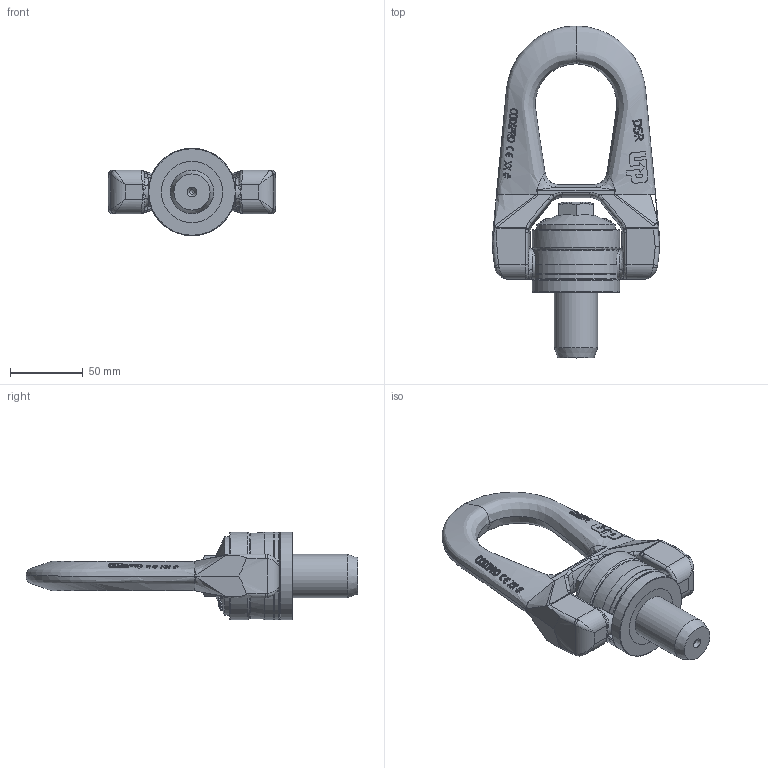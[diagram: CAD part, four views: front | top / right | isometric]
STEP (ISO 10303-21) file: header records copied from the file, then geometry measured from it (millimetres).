
FILE_DESCRIPTION(/* description */ (''),/* implementation_level */ '2;1');
FILE_NAME(/* name */ 'DSR M30 6t3 UP.stp',/* time_stamp */ '2017-09-13T11:01:35+02:00',/* author */ ('rklenes'),/* organization */ (''),/* preprocessor_version */ 'ST-DEVELOPER v16.5',/* originating_system */ 'Autodesk Inventor 2017',/* authorisation */ '');
FILE_SCHEMA (('AUTOMOTIVE_DESIGN { 1 0 10303 214 3 1 1 }'));
Products named in the file (6): DSR M30 UP; DSR 3; DRB_B3B; DRM_AF3B_UP; DRE_D3M30A; DRA_M30X88
Assembly tree (5 placements, depth 3):
  DSR M30 UP
    DSR 3
      DRB_B3B
      DRM_AF3B_UP
    DRE_D3M30A
    DRA_M30X88
Bounding box: 115 x 228 x 60 mm (x, y, z)
Volume: 349391.2 mm3; surface area: 77222.1 mm2
Topology: 4 solids, 4 shells, 780 faces, 2059 edges, 1324 vertices
Faces by surface type: plane 341, bspline 301, cylinder 76, cone 46, torus 15, sphere 1
Full cylindrical faces by diameter (mm): 3.15 x1, 20 x2, 29.92 x4, 30.12 x1, 33.6 x2, 34 x2, 46 x1, 54 x1, 60 x2
Entity records: 44501 total; most frequent: CARTESIAN_POINT 27470, ORIENTED_EDGE 4014, DIRECTION 2631, EDGE_CURVE 2007, VERTEX_POINT 1318, AXIS2_PLACEMENT_3D 964, EDGE_LOOP 869, FACE_OUTER_BOUND 780
